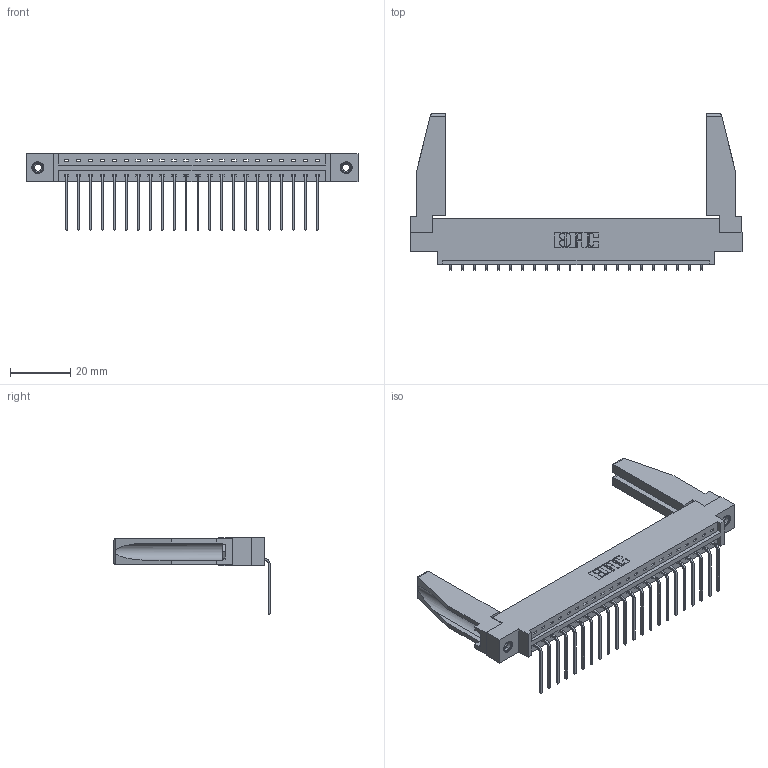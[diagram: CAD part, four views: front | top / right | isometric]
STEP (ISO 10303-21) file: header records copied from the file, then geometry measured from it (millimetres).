
FILE_DESCRIPTION (( 'STEP AP203' ), '1' );
FILE_NAME ('387-022-559-678.STEP', '2019-10-03T02:07:14', ( '' ), ( '' ), 'SwSTEP 2.0', 'SolidWorks 2016', '' );
FILE_SCHEMA (( 'CONFIG_CONTROL_DESIGN' ));
Length unit declared in the file: inch
Products named in the file (5): 387-022-559-678; 307-220-078; 345-292-001_558 559 Tail - 1; 345-250-001_345-250-001-102; 337 Part_0.170 Offset - 0.156 Dia-TI
Assembly tree (27 placements, depth 2):
  387-022-559-678
    337 Part_0.170 Offset - 0.156 Dia-TI
    345-292-001_558 559 Tail - 1  x22
    345-250-001_345-250-001-102  x2
    307-220-078  x2
Bounding box: 110.19 x 51.88 x 25.53 mm (x, y, z)
Volume: 15150.7 mm3; surface area: 15802.2 mm2
Topology: 27 solids, 27 shells, 1656 faces, 4921 edges, 3242 vertices
Faces by surface type: plane 1214, cylinder 426, cone 12, torus 4
Entity records: 21596 total; most frequent: CARTESIAN_POINT 3754, ORIENTED_EDGE 3668, DIRECTION 3210, EDGE_CURVE 1834, VECTOR 1668, LINE 1668, VERTEX_POINT 1216, AXIS2_PLACEMENT_3D 771
